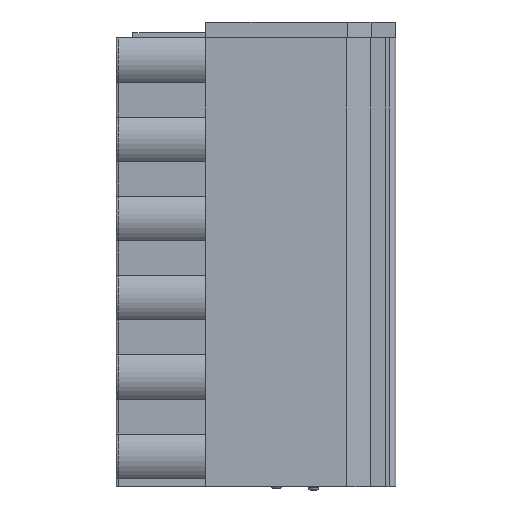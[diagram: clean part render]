
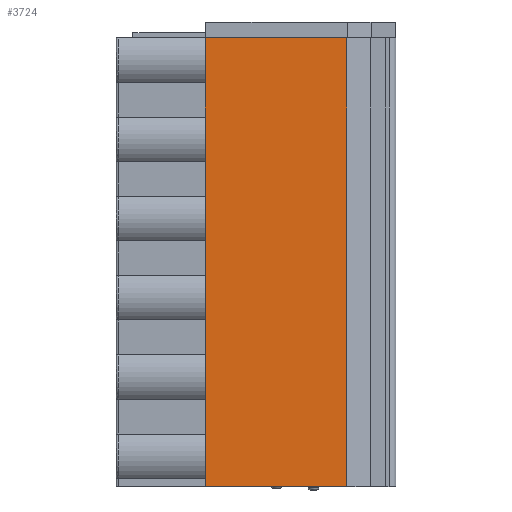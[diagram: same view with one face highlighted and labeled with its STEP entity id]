
A CAD part, front view. The second image highlights one B-rep face of the part: STEP entity #3724.
In plain terms, the highlighted planar face has unit normal (0, -1, 0).
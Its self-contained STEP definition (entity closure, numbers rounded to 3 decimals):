
#3724=ADVANCED_FACE('',(#8320),#6270,.T.);
#6270=PLANE('',#55403);
#8320=FACE_OUTER_BOUND('',#11451,.T.);
#11451=EDGE_LOOP('',(#23990,#23991,#23992,#23993,#23994));
#13488=B_SPLINE_CURVE_WITH_KNOTS('',3,(#84805,#84806,#84807,#84808),
 .UNSPECIFIED.,.F.,.F.,(4,4),(0.,1.),.UNSPECIFIED.);
#13497=B_SPLINE_CURVE_WITH_KNOTS('',3,(#85130,#85131,#85132,#85133),
 .UNSPECIFIED.,.F.,.F.,(4,4),(0.,1.),.UNSPECIFIED.);
#23990=ORIENTED_EDGE('',*,*,#39918,.T.);
#23991=ORIENTED_EDGE('',*,*,#36238,.T.);
#23992=ORIENTED_EDGE('',*,*,#39930,.F.);
#23993=ORIENTED_EDGE('',*,*,#39798,.F.);
#23994=ORIENTED_EDGE('',*,*,#39907,.F.);
#31370=VERTEX_POINT('',#74939);
#31371=VERTEX_POINT('',#74941);
#33478=VERTEX_POINT('',#84415);
#33585=VERTEX_POINT('',#84798);
#33654=VERTEX_POINT('',#85134);
#36238=EDGE_CURVE('',#31371,#31370,#43685,.T.);
#39798=EDGE_CURVE('',#33478,#33585,#13488,.T.);
#39907=EDGE_CURVE('',#33654,#33478,#13497,.T.);
#39918=EDGE_CURVE('',#33654,#31371,#46423,.T.);
#39930=EDGE_CURVE('',#33585,#31370,#46434,.T.);
#43685=LINE('',#74940,#48615);
#46423=LINE('',#85152,#51440);
#46434=LINE('',#85173,#51451);
#48615=VECTOR('',#58959,1.);
#51440=VECTOR('',#65902,1.);
#51451=VECTOR('',#65931,1.);
#55403=AXIS2_PLACEMENT_3D('',#85174,#65932,#65933);
#58959=DIRECTION('',(1.,0.,0.));
#65902=DIRECTION('',(0.,0.,-1.));
#65931=DIRECTION('',(0.,0.,-1.));
#65932=DIRECTION('',(0.,-1.,0.));
#65933=DIRECTION('',(-1.,0.,0.));
#74939=CARTESIAN_POINT('',(-4.65,-13.766,31.045));
#74940=CARTESIAN_POINT('',(-18.05,-13.766,31.045));
#74941=CARTESIAN_POINT('',(-18.05,-13.766,31.045));
#84415=CARTESIAN_POINT('',(-18.,-13.766,73.545));
#84798=CARTESIAN_POINT('',(-4.65,-13.766,73.545));
#84805=CARTESIAN_POINT('',(-18.,-13.766,73.545));
#84806=CARTESIAN_POINT('',(-13.55,-13.766,73.545));
#84807=CARTESIAN_POINT('',(-9.1,-13.766,73.545));
#84808=CARTESIAN_POINT('',(-4.65,-13.766,73.545));
#85130=CARTESIAN_POINT('',(-18.05,-13.766,73.545));
#85131=CARTESIAN_POINT('',(-18.033,-13.766,73.545));
#85132=CARTESIAN_POINT('',(-18.017,-13.766,73.545));
#85133=CARTESIAN_POINT('',(-18.,-13.766,73.545));
#85134=CARTESIAN_POINT('',(-18.05,-13.766,73.545));
#85152=CARTESIAN_POINT('',(-18.05,-13.766,-31.455));
#85173=CARTESIAN_POINT('',(-4.65,-13.766,-31.455));
#85174=CARTESIAN_POINT('',(-18.05,-13.766,-31.455));
